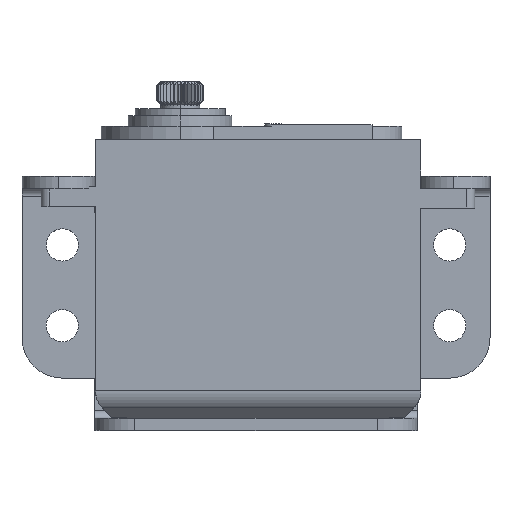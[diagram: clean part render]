
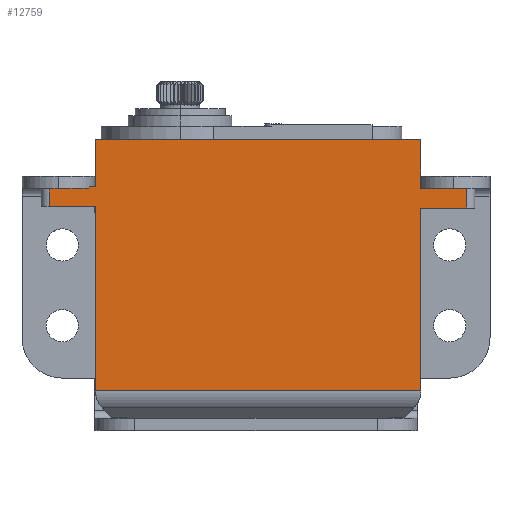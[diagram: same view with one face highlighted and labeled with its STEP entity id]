
A CAD part, top view. The second image highlights one B-rep face of the part: STEP entity #12759.
In plain terms, the highlighted face is planar.
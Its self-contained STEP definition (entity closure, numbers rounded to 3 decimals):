
#682 = DIRECTION ( 'NONE',  ( 0., -1., 0. ) ) ;
#817 = CARTESIAN_POINT ( 'NONE',  ( 21.663, 27.07, -11.379 ) ) ;
#1231 = VERTEX_POINT ( 'NONE', #13730 ) ;
#1342 = CARTESIAN_POINT ( 'NONE',  ( 28.373, 27.07, -11.379 ) ) ;
#1354 = CARTESIAN_POINT ( 'NONE',  ( 27.373, 35.37, -11.379 ) ) ;
#1490 = CARTESIAN_POINT ( 'NONE',  ( 21.663, 35.37, -11.379 ) ) ;
#1743 = EDGE_CURVE ( 'NONE', #10269, #6113, #18456, .T. ) ;
#1841 = CARTESIAN_POINT ( 'NONE',  ( -18.657, 35.37, -11.379 ) ) ;
#2601 = CARTESIAN_POINT ( 'NONE',  ( 21.663, 35.37, -11.379 ) ) ;
#2768 = DIRECTION ( 'NONE',  ( 1., 0., 0. ) ) ;
#3144 = DIRECTION ( 'NONE',  ( -1., 0., 0. ) ) ;
#3202 = LINE ( 'NONE', #20290, #17329 ) ;
#3228 = CARTESIAN_POINT ( 'NONE',  ( -18.657, 35.37, -11.379 ) ) ;
#3232 = DIRECTION ( 'NONE',  ( 0., -1., 0. ) ) ;
#3434 = CARTESIAN_POINT ( 'NONE',  ( -18.657, 35.37, -11.379 ) ) ;
#3555 = ORIENTED_EDGE ( 'NONE', *, *, #21882, .T. ) ;
#4197 = VECTOR ( 'NONE', #3144, 1000. ) ;
#4262 = CARTESIAN_POINT ( 'NONE',  ( 27.373, 27.07, -11.379 ) ) ;
#4300 = CARTESIAN_POINT ( 'NONE',  ( -18.657, 29.361, -11.379 ) ) ;
#4768 = CARTESIAN_POINT ( 'NONE',  ( 21.663, 4.243, -11.379 ) ) ;
#5095 = DIRECTION ( 'NONE',  ( 1., 0., 0. ) ) ;
#5389 = LINE ( 'NONE', #1490, #15157 ) ;
#5989 = LINE ( 'NONE', #19051, #20131 ) ;
#6113 = VERTEX_POINT ( 'NONE', #4262 ) ;
#6320 = LINE ( 'NONE', #3434, #11176 ) ;
#7113 = CARTESIAN_POINT ( 'NONE',  ( -24.367, 29.361, -11.379 ) ) ;
#7268 = FACE_OUTER_BOUND ( 'NONE', #10420, .T. ) ;
#7636 = VERTEX_POINT ( 'NONE', #2601 ) ;
#7699 = LINE ( 'NONE', #8815, #12619 ) ;
#7714 = ORIENTED_EDGE ( 'NONE', *, *, #14861, .F. ) ;
#8089 = EDGE_CURVE ( 'NONE', #12242, #15045, #10597, .T. ) ;
#8162 = EDGE_CURVE ( 'NONE', #13386, #11028, #7699, .T. ) ;
#8523 = AXIS2_PLACEMENT_3D ( 'NONE', #3228, #16081, #5095 ) ;
#8672 = VECTOR ( 'NONE', #3232, 1000. ) ;
#8815 = CARTESIAN_POINT ( 'NONE',  ( -18.657, 4.243, -11.379 ) ) ;
#8946 = CARTESIAN_POINT ( 'NONE',  ( -24.367, 26.901, -11.379 ) ) ;
#8974 = CARTESIAN_POINT ( 'NONE',  ( 27.373, 29.53, -11.379 ) ) ;
#9115 = VECTOR ( 'NONE', #2768, 1000. ) ;
#9998 = VERTEX_POINT ( 'NONE', #11547 ) ;
#10029 = VECTOR ( 'NONE', #17927, 1000. ) ;
#10207 = CARTESIAN_POINT ( 'NONE',  ( -18.657, 4.243, -11.379 ) ) ;
#10269 = VERTEX_POINT ( 'NONE', #8974 ) ;
#10291 = LINE ( 'NONE', #1342, #19522 ) ;
#10420 = EDGE_LOOP ( 'NONE', ( #20909, #12720, #17083, #7714, #22849, #13662, #11767, #12196, #3555, #17369, #13936, #15159 ) ) ;
#10487 = VECTOR ( 'NONE', #20162, 1000. ) ;
#10597 = LINE ( 'NONE', #12358, #10029 ) ;
#10906 = DIRECTION ( 'NONE',  ( 0., -1., 0. ) ) ;
#11028 = VERTEX_POINT ( 'NONE', #10207 ) ;
#11176 = VECTOR ( 'NONE', #10906, 1000. ) ;
#11473 = VERTEX_POINT ( 'NONE', #13606 ) ;
#11517 = VERTEX_POINT ( 'NONE', #817 ) ;
#11547 = CARTESIAN_POINT ( 'NONE',  ( -18.657, 35.37, -11.379 ) ) ;
#11767 = ORIENTED_EDGE ( 'NONE', *, *, #15794, .F. ) ;
#11938 = CARTESIAN_POINT ( 'NONE',  ( -25.367, 26.901, -11.379 ) ) ;
#12196 = ORIENTED_EDGE ( 'NONE', *, *, #1743, .T. ) ;
#12242 = VERTEX_POINT ( 'NONE', #7113 ) ;
#12327 = EDGE_CURVE ( 'NONE', #7636, #9998, #15364, .T. ) ;
#12358 = CARTESIAN_POINT ( 'NONE',  ( -25.367, 29.361, -11.379 ) ) ;
#12619 = VECTOR ( 'NONE', #19936, 1000. ) ;
#12720 = ORIENTED_EDGE ( 'NONE', *, *, #23516, .T. ) ;
#12759 = ADVANCED_FACE ( 'NONE', ( #7268 ), #14150, .F. ) ;
#12986 = LINE ( 'NONE', #13847, #17916 ) ;
#13386 = VERTEX_POINT ( 'NONE', #4768 ) ;
#13606 = CARTESIAN_POINT ( 'NONE',  ( -18.657, 26.901, -11.379 ) ) ;
#13662 = ORIENTED_EDGE ( 'NONE', *, *, #21870, .T. ) ;
#13730 = CARTESIAN_POINT ( 'NONE',  ( 21.663, 29.53, -11.379 ) ) ;
#13847 = CARTESIAN_POINT ( 'NONE',  ( -24.367, 35.37, -11.379 ) ) ;
#13936 = ORIENTED_EDGE ( 'NONE', *, *, #8162, .T. ) ;
#13987 = LINE ( 'NONE', #16002, #4197 ) ;
#14150 = PLANE ( 'NONE',  #8523 ) ;
#14316 = EDGE_CURVE ( 'NONE', #11517, #13386, #5989, .T. ) ;
#14379 = DIRECTION ( 'NONE',  ( 0., -1., 0. ) ) ;
#14861 = EDGE_CURVE ( 'NONE', #9998, #15045, #6320, .T. ) ;
#15045 = VERTEX_POINT ( 'NONE', #4300 ) ;
#15157 = VECTOR ( 'NONE', #14379, 1000. ) ;
#15159 = ORIENTED_EDGE ( 'NONE', *, *, #17520, .F. ) ;
#15364 = LINE ( 'NONE', #1841, #10487 ) ;
#15752 = LINE ( 'NONE', #11938, #9115 ) ;
#15794 = EDGE_CURVE ( 'NONE', #10269, #1231, #13987, .T. ) ;
#16002 = CARTESIAN_POINT ( 'NONE',  ( 28.373, 29.53, -11.379 ) ) ;
#16081 = DIRECTION ( 'NONE',  ( 0., 0., 1. ) ) ;
#16238 = DIRECTION ( 'NONE',  ( -1., 0., 0. ) ) ;
#17083 = ORIENTED_EDGE ( 'NONE', *, *, #8089, .T. ) ;
#17329 = VECTOR ( 'NONE', #22107, 1000. ) ;
#17369 = ORIENTED_EDGE ( 'NONE', *, *, #14316, .T. ) ;
#17520 = EDGE_CURVE ( 'NONE', #11473, #11028, #3202, .T. ) ;
#17916 = VECTOR ( 'NONE', #21281, 1000. ) ;
#17927 = DIRECTION ( 'NONE',  ( 1., 0., 0. ) ) ;
#18456 = LINE ( 'NONE', #1354, #8672 ) ;
#19051 = CARTESIAN_POINT ( 'NONE',  ( 21.663, 35.37, -11.379 ) ) ;
#19522 = VECTOR ( 'NONE', #16238, 1000. ) ;
#19936 = DIRECTION ( 'NONE',  ( -1., 0., 0. ) ) ;
#20131 = VECTOR ( 'NONE', #682, 1000. ) ;
#20162 = DIRECTION ( 'NONE',  ( -1., 0., 0. ) ) ;
#20290 = CARTESIAN_POINT ( 'NONE',  ( -18.657, 35.37, -11.379 ) ) ;
#20481 = EDGE_CURVE ( 'NONE', #20704, #11473, #15752, .T. ) ;
#20704 = VERTEX_POINT ( 'NONE', #8946 ) ;
#20909 = ORIENTED_EDGE ( 'NONE', *, *, #20481, .F. ) ;
#21281 = DIRECTION ( 'NONE',  ( 0., 1., 0. ) ) ;
#21870 = EDGE_CURVE ( 'NONE', #7636, #1231, #5389, .T. ) ;
#21882 = EDGE_CURVE ( 'NONE', #6113, #11517, #10291, .T. ) ;
#22107 = DIRECTION ( 'NONE',  ( 0., -1., 0. ) ) ;
#22849 = ORIENTED_EDGE ( 'NONE', *, *, #12327, .F. ) ;
#23516 = EDGE_CURVE ( 'NONE', #20704, #12242, #12986, .T. ) ;
